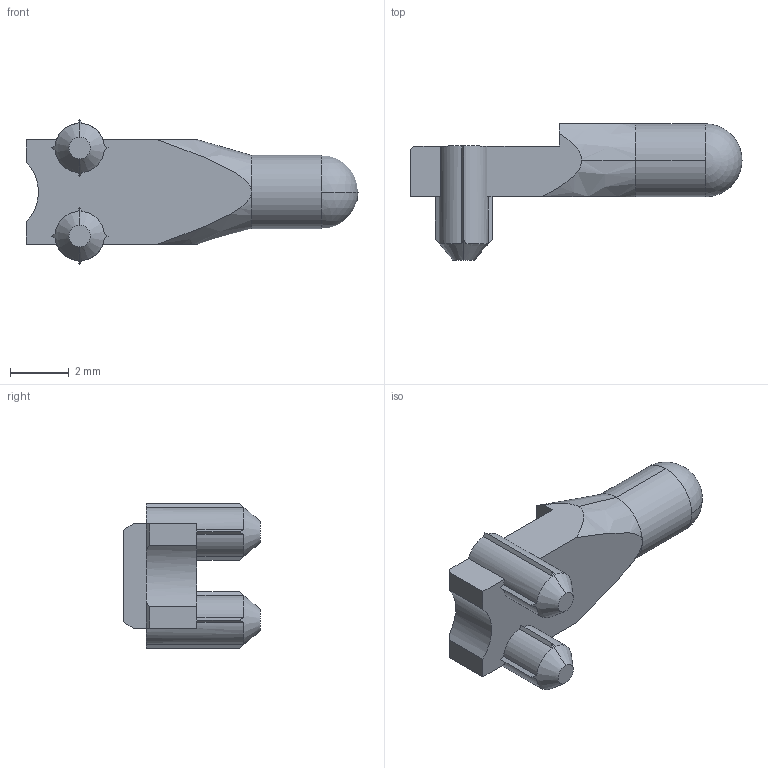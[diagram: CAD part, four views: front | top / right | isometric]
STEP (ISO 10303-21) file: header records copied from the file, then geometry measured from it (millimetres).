
FILE_DESCRIPTION (( 'STEP AP214' ), '1' );
FILE_NAME ('7511B12-x.STEP', '2018-10-02T17:26:54', ( 'user' ), ( 'Microsoft' ), 'SwSTEP 2.0', 'SolidWorks 2018', '' );
FILE_SCHEMA (( 'AUTOMOTIVE_DESIGN' ));
Length unit declared in the file: inch
Products named in the file (1): 7511B12-x
Bounding box: 11.3 x 4.65 x 4.93 mm (x, y, z)
Volume: 74.9 mm3; surface area: 141.1 mm2
Topology: 1 solids, 1 shells, 52 faces, 146 edges, 94 vertices
Faces by surface type: plane 32, cylinder 11, cone 7, sphere 2
Entity records: 1783 total; most frequent: CARTESIAN_POINT 426, ORIENTED_EDGE 288, DIRECTION 265, EDGE_CURVE 144, VERTEX_POINT 94, AXIS2_PLACEMENT_3D 93, LINE 79, VECTOR 79
